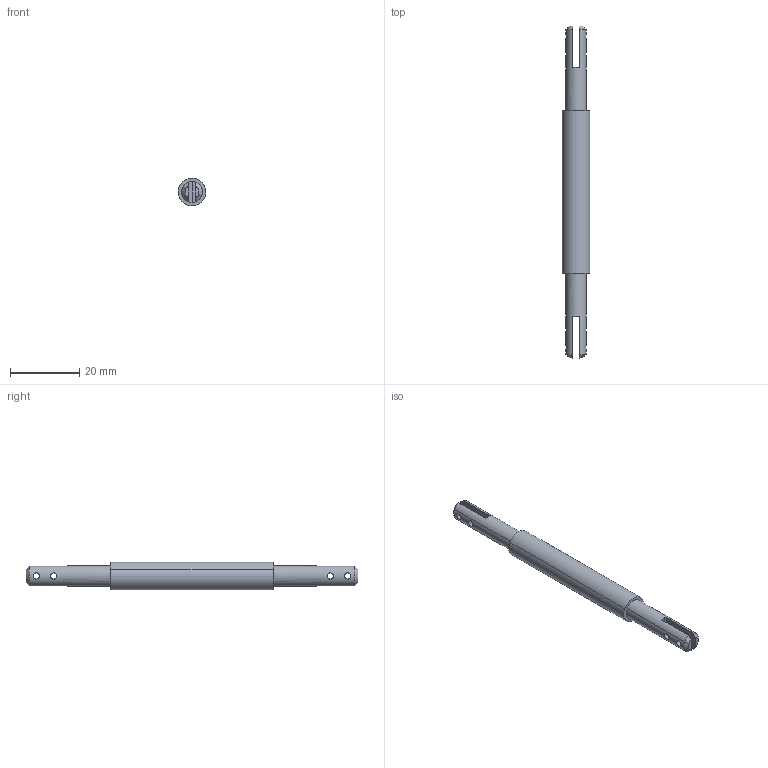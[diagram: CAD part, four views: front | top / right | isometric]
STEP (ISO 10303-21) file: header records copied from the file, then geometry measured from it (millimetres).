
FILE_DESCRIPTION(('CATIA V5 STEP Exchange'),'2;1');
FILE_NAME('Axe Cale Couteaux - 00.stp','2017-05-20T10:59:54+00:00',('none'),('none'),'CATIA Version 5 Release 16 (IN-10)','CATIA V5 STEP AP203','none');
FILE_SCHEMA(('CONFIG_CONTROL_DESIGN'));
Length unit declared in the file: millimetre
Products named in the file (1): Axe Cale Couteaux - 00
Bounding box: 8 x 96 x 8 mm (x, y, z)
Volume: 3437.5 mm3; surface area: 2418.6 mm2
Topology: 1 solids, 1 shells, 44 faces, 116 edges, 76 vertices
Faces by surface type: cylinder 22, plane 14, cone 8
Entity records: 1444 total; most frequent: CARTESIAN_POINT 427, ORIENTED_EDGE 232, DIRECTION 130, EDGE_CURVE 116, VERTEX_POINT 76, AXIS2_PLACEMENT_3D 68, EDGE_LOOP 62, CIRCLE 48
